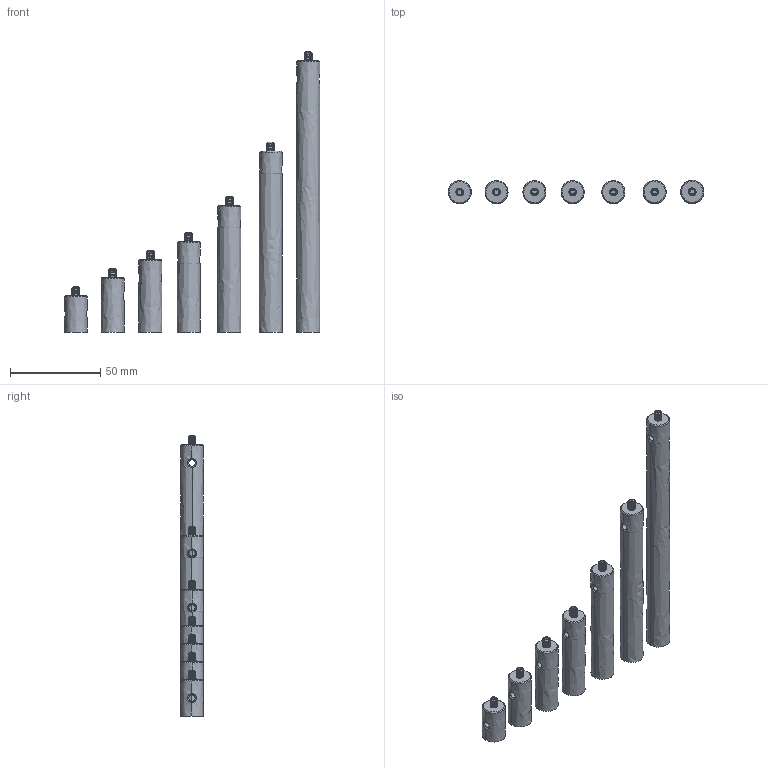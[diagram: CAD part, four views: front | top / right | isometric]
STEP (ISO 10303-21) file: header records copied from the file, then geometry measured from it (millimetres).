
FILE_DESCRIPTION(/* description */ (''),/* implementation_level */ '2;1');
FILE_NAME(/* name */ '06_ATR-12.7',/* time_stamp */ '2024-11-05T15:39:29+03:00',/* author */ (''),/* organization */ (''),/* preprocessor_version */ 'ST-DEVELOPER v15',/* originating_system */ '',/* authorisation */ '');
FILE_SCHEMA (('AUTOMOTIVE_DESIGN'));
Length unit declared in the file: millimetre
Products named in the file (22): Document; 06_ATR-12.7-1007; 06_ATR-12.7-100; Винт М4х1223
456; 06_ATR-12.7-706; 06_ATR-12.7-70; Винт М4х1223
45; 06_ATR-12.7-303; 06_ATR-12.7-30; Винт М4х122; 06_ATR-12.7-404; 06_ATR-12.7-40; Винт М4х1223; 06_ATR-12.7-201; 06_ATR-12.7-20; Винт М4х12; 06_ATR-12.7-505; 06_ATR-12.7-50; Винт М4х1223
4; 06_ATR-12.7-1508; 06_ATR-12.7-150; Винт М4х1223
4567
Assembly tree (21 placements, depth 3):
  Document
    06_ATR-12.7-1007
      06_ATR-12.7-100
      Винт М4х1223
456
    06_ATR-12.7-706
      06_ATR-12.7-70
      Винт М4х1223
45
    06_ATR-12.7-303
      06_ATR-12.7-30
      Винт М4х122
    06_ATR-12.7-404
      06_ATR-12.7-40
      Винт М4х1223
    06_ATR-12.7-201
      06_ATR-12.7-20
      Винт М4х12
    06_ATR-12.7-505
      06_ATR-12.7-50
      Винт М4х1223
4
    06_ATR-12.7-1508
      06_ATR-12.7-150
      Винт М4х1223
4567
Bounding box: 141.25 x 12.7 x 155 mm (x, y, z)
Volume: 56864.3 mm3; surface area: 23541.2 mm2
Topology: 14 solids, 14 shells, 672 faces, 1797 edges, 1139 vertices
Faces by surface type: bspline 574, plane 98
Entity records: 51533 total; most frequent: CARTESIAN_POINT 40374, ORIENTED_EDGE 3538, EDGE_CURVE 1769, B_SPLINE_CURVE_WITH_KNOTS 1566, VERTEX_POINT 1139, EDGE_LOOP 700, ADVANCED_FACE 672, FACE_OUTER_BOUND 672
